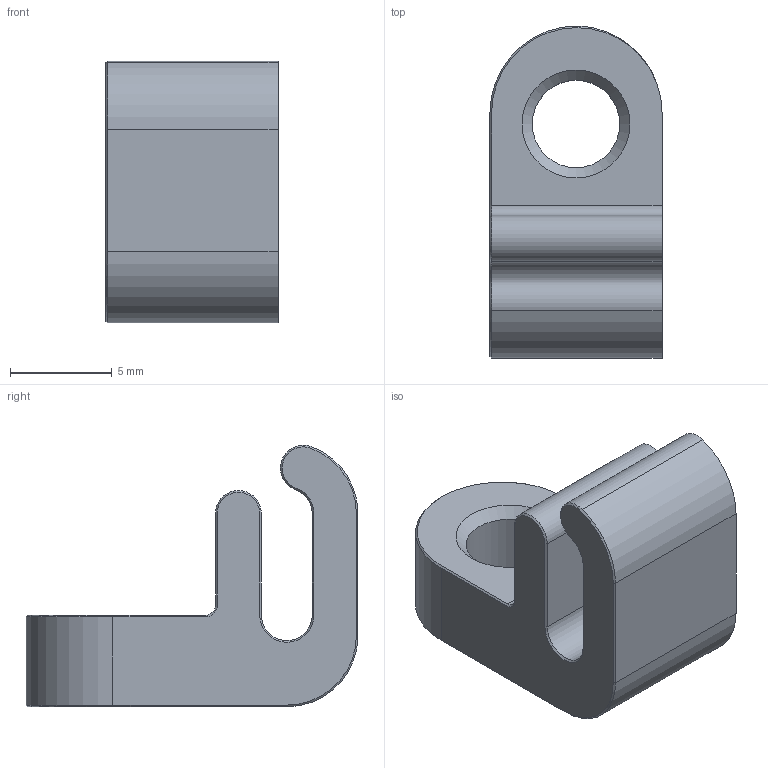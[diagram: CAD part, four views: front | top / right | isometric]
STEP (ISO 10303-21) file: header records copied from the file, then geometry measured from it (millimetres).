
FILE_DESCRIPTION(/* description */ (''),/* implementation_level */ '2;1');
FILE_NAME(/* name */ 'hook_clip_wide.step',/* time_stamp */ '2025-12-06T22:46:21Z',/* author */ (''),/* organization */ (''),/* preprocessor_version */ 'ST-DEVELOPER v20.1',/* originating_system */ 'Autodesk Translation Framework v14.21.0.0',/* authorisation */ '');
FILE_SCHEMA (('AUTOMOTIVE_DESIGN { 1 0 10303 214 3 1 1 }'));
Length unit declared in the file: millimetre
Products named in the file (1): Spoon hook grabby
Bounding box: 8.46 x 16.32 x 12.86 mm (x, y, z)
Volume: 753 mm3; surface area: 781.1 mm2
Topology: 1 solids, 1 shells, 35 faces, 84 edges, 51 vertices
Faces by surface type: plane 14, cone 11, cylinder 10
Full cylindrical faces by diameter (mm): 4.3 x1
Entity records: 1050 total; most frequent: CARTESIAN_POINT 189, DIRECTION 186, ORIENTED_EDGE 168, EDGE_CURVE 84, AXIS2_PLACEMENT_3D 68, VERTEX_POINT 51, LINE 50, VECTOR 50
